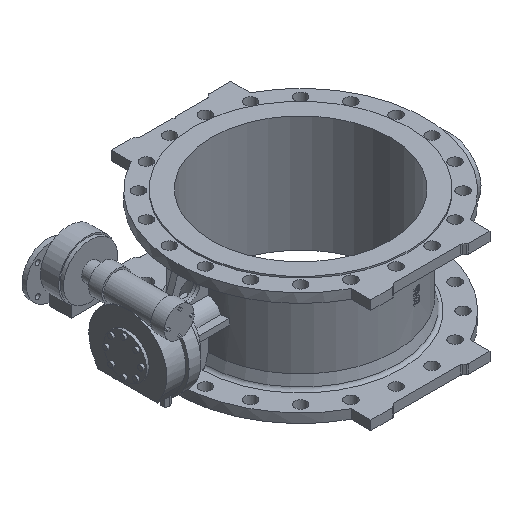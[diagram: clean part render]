
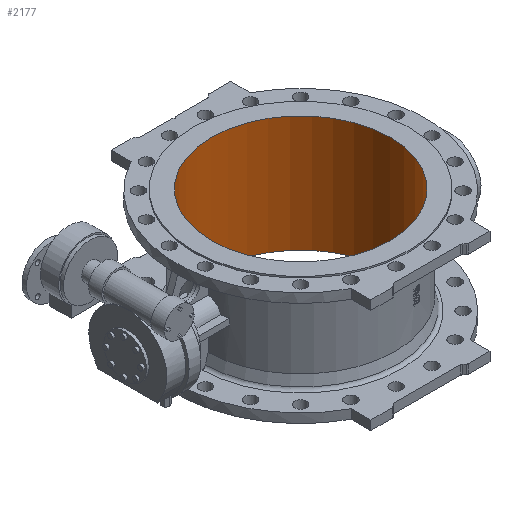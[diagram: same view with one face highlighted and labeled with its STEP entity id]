
A CAD part, isometric view. The second image highlights one B-rep face of the part: STEP entity #2177.
In plain terms, the highlighted cylindrical face has radius 300 mm (diameter 600 mm), a full revolution.
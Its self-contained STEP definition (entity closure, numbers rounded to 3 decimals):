
#881 = CARTESIAN_POINT ( 'NONE',  ( -300., 0., -195. ) ) ;
#886 = CARTESIAN_POINT ( 'NONE',  ( -300., 0., 195. ) ) ;
#1096 = EDGE_CURVE ( 'NONE', #9894, #9894, #2110, .T. ) ;
#1235 = EDGE_CURVE ( 'NONE', #9899, #9899, #2235, .T. ) ;
#2110 = CIRCLE ( 'NONE', #11307, 300. ) ;
#2177 = ADVANCED_FACE ( 'NONE', ( #2326, #2335 ), #2339, .F. ) ;
#2235 = CIRCLE ( 'NONE', #11380, 300. ) ;
#2326 = FACE_OUTER_BOUND ( 'NONE', #15223, .T. ) ;
#2335 = FACE_OUTER_BOUND ( 'NONE', #15222, .T. ) ;
#2339 = CYLINDRICAL_SURFACE ( 'NONE', #11655, 300. ) ;
#3077 = CARTESIAN_POINT ( 'NONE',  ( 0., 0., 195. ) ) ;
#3078 = DIRECTION ( 'NONE',  ( 0., 0., 1. ) ) ;
#3079 = DIRECTION ( 'NONE',  ( -1., 0., 0. ) ) ;
#3222 = DIRECTION ( 'NONE',  ( -1., 0., 0. ) ) ;
#3223 = CARTESIAN_POINT ( 'NONE',  ( 0., 0., 118.545 ) ) ;
#3224 = DIRECTION ( 'NONE',  ( 0., 0., 1. ) ) ;
#7550 = CARTESIAN_POINT ( 'NONE',  ( 0., 0., -195. ) ) ;
#7551 = DIRECTION ( 'NONE',  ( 0., 0., 1. ) ) ;
#7552 = DIRECTION ( 'NONE',  ( -1., 0., 0. ) ) ;
#9894 = VERTEX_POINT ( 'NONE', #881 ) ;
#9899 = VERTEX_POINT ( 'NONE', #886 ) ;
#11307 = AXIS2_PLACEMENT_3D ( 'NONE', #7550, #7551, #7552 ) ;
#11380 = AXIS2_PLACEMENT_3D ( 'NONE', #3077, #3078, #3079 ) ;
#11655 = AXIS2_PLACEMENT_3D ( 'NONE', #3223, #3224, #3222 ) ;
#15222 = EDGE_LOOP ( 'NONE', ( #15951 ) ) ;
#15223 = EDGE_LOOP ( 'NONE', ( #15950 ) ) ;
#15950 = ORIENTED_EDGE ( 'NONE', *, *, #1096, .F. ) ;
#15951 = ORIENTED_EDGE ( 'NONE', *, *, #1235, .T. ) ;
